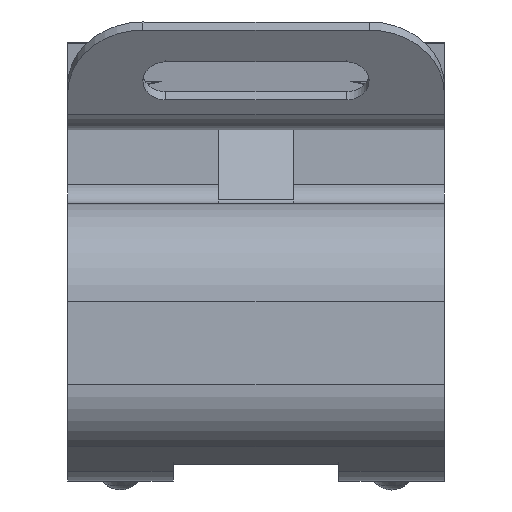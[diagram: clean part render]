
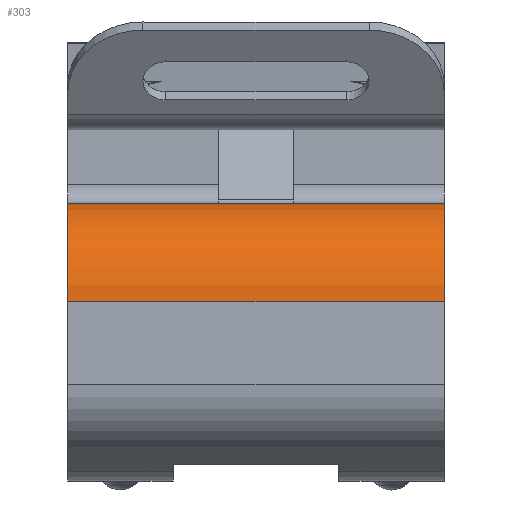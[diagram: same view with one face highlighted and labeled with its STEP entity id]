
A CAD part, left-side view. The second image highlights one B-rep face of the part: STEP entity #303.
In plain terms, the highlighted cylindrical face has radius 3.302 mm (diameter 6.604 mm), a partial arc.
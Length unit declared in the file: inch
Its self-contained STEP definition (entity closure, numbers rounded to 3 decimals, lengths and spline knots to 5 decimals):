
#154=CYLINDRICAL_SURFACE('',#3096,0.13);
#303=ADVANCED_FACE('',(#519),#154,.T.);
#519=FACE_OUTER_BOUND('',#683,.T.);
#683=EDGE_LOOP('',(#1230,#1231,#1232,#1233));
#816=CIRCLE('',#3009,0.13);
#825=CIRCLE('',#3019,0.13);
#1230=ORIENTED_EDGE('',*,*,#2197,.F.);
#1231=ORIENTED_EDGE('',*,*,#2117,.T.);
#1232=ORIENTED_EDGE('',*,*,#2283,.F.);
#1233=ORIENTED_EDGE('',*,*,#2097,.T.);
#1820=VERTEX_POINT('',#4139);
#1821=VERTEX_POINT('',#4141);
#1840=VERTEX_POINT('',#4180);
#1841=VERTEX_POINT('',#4182);
#2097=EDGE_CURVE('',#1821,#1820,#816,.T.);
#2117=EDGE_CURVE('',#1841,#1840,#825,.T.);
#2197=EDGE_CURVE('',#1841,#1820,#2566,.T.);
#2283=EDGE_CURVE('',#1821,#1840,#2625,.T.);
#2566=LINE('',#4449,#2812);
#2625=LINE('',#4618,#2871);
#2812=VECTOR('',#3441,1.);
#2871=VECTOR('',#3592,1.);
#3009=AXIS2_PLACEMENT_3D('',#4140,#3314,#3315);
#3019=AXIS2_PLACEMENT_3D('',#4181,#3345,#3346);
#3096=AXIS2_PLACEMENT_3D('',#4624,#3600,#3601);
#3314=DIRECTION('',(0.,1.,0.));
#3315=DIRECTION('',(0.,0.,-1.));
#3345=DIRECTION('',(0.,-1.,0.));
#3346=DIRECTION('',(0.,0.,-1.));
#3441=DIRECTION('',(0.,-1.,0.));
#3592=DIRECTION('',(0.,1.,0.));
#3600=DIRECTION('',(0.,-1.,0.));
#3601=DIRECTION('',(0.,0.,-1.));
#4139=CARTESIAN_POINT('',(0.13,0.,0.02));
#4140=CARTESIAN_POINT('',(0.13,0.,-0.11));
#4141=CARTESIAN_POINT('',(0.,0.,-0.11));
#4180=CARTESIAN_POINT('',(0.,0.5,-0.11));
#4181=CARTESIAN_POINT('',(0.13,0.5,-0.11));
#4182=CARTESIAN_POINT('',(0.13,0.5,0.02));
#4449=CARTESIAN_POINT('',(0.13,0.5,0.02));
#4618=CARTESIAN_POINT('',(0.,0.,-0.11));
#4624=CARTESIAN_POINT('',(0.13,0.5,-0.11));
